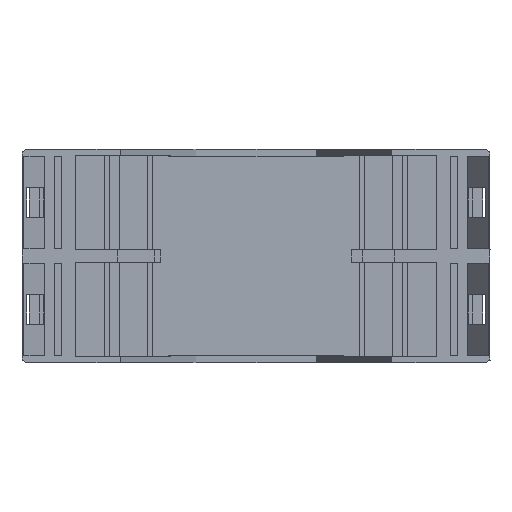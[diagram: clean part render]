
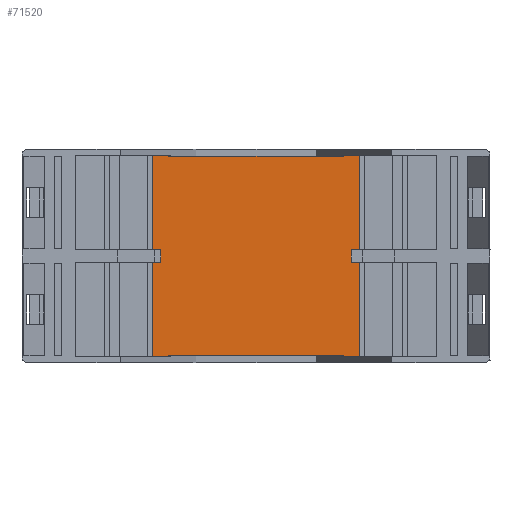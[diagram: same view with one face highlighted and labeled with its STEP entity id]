
A CAD part, front view. The second image highlights one B-rep face of the part: STEP entity #71520.
In plain terms, the highlighted planar face has unit normal (0, -1, 0).
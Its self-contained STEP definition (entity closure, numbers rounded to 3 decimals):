
#7710=CARTESIAN_POINT('',(18.5,112.8,-17.3));
#7720=VERTEX_POINT('',#7710);
#7750=CARTESIAN_POINT('',(18.5,112.8,0.));
#7760=DIRECTION('',(0.,0.,-1.));
#7770=VECTOR('',#7760,1.);
#7780=LINE('',#7750,#7770);
#7790=CARTESIAN_POINT('',(18.5,112.8,-17.5));
#7800=VERTEX_POINT('',#7790);
#7810=EDGE_CURVE('',#7720,#7800,#7780,.T.);
#10100=CARTESIAN_POINT('',(20.1,112.8,5.1));
#10110=VERTEX_POINT('',#10100);
#10140=CARTESIAN_POINT('',(0.,112.8,5.1));
#10150=DIRECTION('',(-1.,0.,0.));
#10160=VECTOR('',#10150,1.);
#10170=LINE('',#10140,#10160);
#10180=CARTESIAN_POINT('',(21.85,112.8,5.1));
#10190=VERTEX_POINT('',#10180);
#10200=EDGE_CURVE('',#10190,#10110,#10170,.T.);
#17060=CARTESIAN_POINT('',(21.85,112.8,
25.1));
#17070=VERTEX_POINT('',#17060);
#17100=CARTESIAN_POINT('',(0.,112.8,25.1));
#17110=DIRECTION('',(1.,0.,0.));
#17120=VECTOR('',#17110,1.);
#17130=LINE('',#17100,#17120);
#17140=CARTESIAN_POINT('',(18.5,112.8,
25.1));
#17150=VERTEX_POINT('',#17140);
#17160=EDGE_CURVE('',#17150,#17070,#17130,.T.);
#30240=CARTESIAN_POINT('',(21.85,112.8,0.));
#30250=DIRECTION('',(0.,0.,-1.));
#30260=VECTOR('',#30250,1.);
#30270=LINE('',#30240,#30260);
#30280=EDGE_CURVE('',#17070,#10190,#30270,.T.);
#36770=CARTESIAN_POINT('',(-18.5,112.8,-17.5));
#36780=VERTEX_POINT('',#36770);
#36810=CARTESIAN_POINT('',(-18.5,112.8,0.));
#36820=DIRECTION('',(0.,0.,1.));
#36830=VECTOR('',#36820,1.);
#36840=LINE('',#36810,#36830);
#36850=CARTESIAN_POINT('',(-18.5,112.8,-17.3));
#36860=VERTEX_POINT('',#36850);
#36870=EDGE_CURVE('',#36780,#36860,#36840,.T.);
#37140=CARTESIAN_POINT('',(-18.5,112.8,
25.1));
#37150=VERTEX_POINT('',#37140);
#37180=CARTESIAN_POINT('',(-21.85,112.8,
25.1));
#37190=VERTEX_POINT('',#37180);
#37200=EDGE_CURVE('',#37190,#37150,#17130,.T.);
#38290=CARTESIAN_POINT('',(18.5,112.8,0.));
#38300=DIRECTION('',(0.,0.,-1.));
#38310=VECTOR('',#38300,1.);
#38320=LINE('',#38290,#38310);
#38330=CARTESIAN_POINT('',(18.5,112.8,24.9));
#38340=VERTEX_POINT('',#38330);
#38350=EDGE_CURVE('',#17150,#38340,#38320,.T.);
#44370=CARTESIAN_POINT('',(0.,112.8,24.9));
#44380=DIRECTION('',(-1.,0.,0.));
#44390=VECTOR('',#44380,1.);
#44400=LINE('',#44370,#44390);
#44410=CARTESIAN_POINT('',(-18.5,112.8,24.9));
#44420=VERTEX_POINT('',#44410);
#44430=EDGE_CURVE('',#38340,#44420,#44400,.T.);
#45910=CARTESIAN_POINT('',(20.1,112.8,
5.05));
#45920=DIRECTION('',(0.,0.,1.));
#45930=VECTOR('',#45920,1.);
#45940=LINE('',#45910,#45930);
#45950=CARTESIAN_POINT('',(20.1,112.8,
2.5));
#45960=VERTEX_POINT('',#45950);
#45970=EDGE_CURVE('',#45960,#10110,#45940,.T.);
#49170=CARTESIAN_POINT('',(21.85,112.8,
2.5));
#49180=VERTEX_POINT('',#49170);
#49210=CARTESIAN_POINT('',(0.,112.8,
2.5));
#49220=DIRECTION('',(1.,0.,0.));
#49230=VECTOR('',#49220,1.);
#49240=LINE('',#49210,#49230);
#49250=EDGE_CURVE('',#45960,#49180,#49240,.T.);
#51670=CARTESIAN_POINT('',(-18.5,112.8,0.));
#51680=DIRECTION('',(0.,0.,1.));
#51690=VECTOR('',#51680,1.);
#51700=LINE('',#51670,#51690);
#51710=EDGE_CURVE('',#44420,#37150,#51700,.T.);
#52380=CARTESIAN_POINT('',(-21.85,112.8,
5.1));
#52390=VERTEX_POINT('',#52380);
#52490=CARTESIAN_POINT('',(-21.85,112.8,0.));
#52500=DIRECTION('',(0.,0.,-1.));
#52510=VECTOR('',#52500,1.);
#52520=LINE('',#52490,#52510);
#52530=EDGE_CURVE('',#37190,#52390,#52520,.T.);
#54980=CARTESIAN_POINT('',(-21.85,112.8,
2.5));
#54990=VERTEX_POINT('',#54980);
#55020=CARTESIAN_POINT('',(-21.85,112.8,-22.6));
#55030=DIRECTION('',(0.,0.,-1.));
#55040=VECTOR('',#55030,1.);
#55050=LINE('',#55020,#55040);
#55060=CARTESIAN_POINT('',(-21.85,112.8,-17.5));
#55070=VERTEX_POINT('',#55060);
#55080=EDGE_CURVE('',#54990,#55070,#55050,.T.);
#60380=CARTESIAN_POINT('',(-20.1,112.8,
2.5));
#60390=VERTEX_POINT('',#60380);
#60420=EDGE_CURVE('',#54990,#60390,#49240,.T.);
#61840=CARTESIAN_POINT('',(-20.1,112.8,
5.05));
#61850=DIRECTION('',(0.,0.,1.));
#61860=VECTOR('',#61850,1.);
#61870=LINE('',#61840,#61860);
#61880=CARTESIAN_POINT('',(-20.1,112.8,
5.1));
#61890=VERTEX_POINT('',#61880);
#61900=EDGE_CURVE('',#60390,#61890,#61870,.T.);
#64090=CARTESIAN_POINT('',(21.85,112.8,-22.6));
#64100=DIRECTION('',(0.,0.,-1.));
#64110=VECTOR('',#64100,1.);
#64120=LINE('',#64090,#64110);
#64130=CARTESIAN_POINT('',(21.85,112.8,-17.5));
#64140=VERTEX_POINT('',#64130);
#64150=EDGE_CURVE('',#49180,#64140,#64120,.T.);
#67780=CARTESIAN_POINT('',(0.,112.8,-17.3));
#67790=DIRECTION('',(1.,0.,0.));
#67800=VECTOR('',#67790,1.);
#67810=LINE('',#67780,#67800);
#67820=EDGE_CURVE('',#36860,#7720,#67810,.T.);
#68190=EDGE_CURVE('',#61890,#52390,#10170,.T.);
#69290=CARTESIAN_POINT('',(0.,112.8,-17.5))
;
#69300=DIRECTION('',(-1.,0.,0.));
#69310=VECTOR('',#69300,1.);
#69320=LINE('',#69290,#69310);
#69330=EDGE_CURVE('',#36780,#55070,#69320,.T.);
#69920=EDGE_CURVE('',#64140,#7800,#69320,.T.);
#71250=CARTESIAN_POINT('',(20.4,112.8,
5.05));
#71260=DIRECTION('',(-0.,1.,0.));
#71270=DIRECTION('',(1.,0.,0.));
#71280=AXIS2_PLACEMENT_3D('',#71250,#71260,#71270);
#71290=PLANE('',#71280);
#71300=ORIENTED_EDGE('',*,*,#61900,.F.);
#71310=ORIENTED_EDGE('',*,*,#68190,.F.);
#71320=ORIENTED_EDGE('',*,*,#52530,.T.);
#71330=ORIENTED_EDGE('',*,*,#37200,.F.);
#71340=ORIENTED_EDGE('',*,*,#51710,.T.);
#71350=ORIENTED_EDGE('',*,*,#44430,.T.);
#71360=ORIENTED_EDGE('',*,*,#38350,.T.);
#71370=ORIENTED_EDGE('',*,*,#17160,.F.);
#71380=ORIENTED_EDGE('',*,*,#30280,.F.);
#71390=ORIENTED_EDGE('',*,*,#10200,.F.);
#71400=ORIENTED_EDGE('',*,*,#45970,.T.);
#71410=ORIENTED_EDGE('',*,*,#49250,.F.);
#71420=ORIENTED_EDGE('',*,*,#64150,.F.);
#71430=ORIENTED_EDGE('',*,*,#69920,.F.);
#71440=ORIENTED_EDGE('',*,*,#7810,.T.);
#71450=ORIENTED_EDGE('',*,*,#67820,.T.);
#71460=ORIENTED_EDGE('',*,*,#36870,.T.);
#71470=ORIENTED_EDGE('',*,*,#69330,.F.);
#71480=ORIENTED_EDGE('',*,*,#55080,.T.);
#71490=ORIENTED_EDGE('',*,*,#60420,.F.);
#71500=EDGE_LOOP('',(#71490,#71480,#71470,#71460,#71450,#71440,#71430,
#71420,#71410,#71400,#71390,#71380,#71370,#71360,#71350,#71340,#71330,
#71320,#71310,#71300));
#71510=FACE_OUTER_BOUND('',#71500,.T.);
#71520=ADVANCED_FACE('',(#71510),#71290,.F.);
